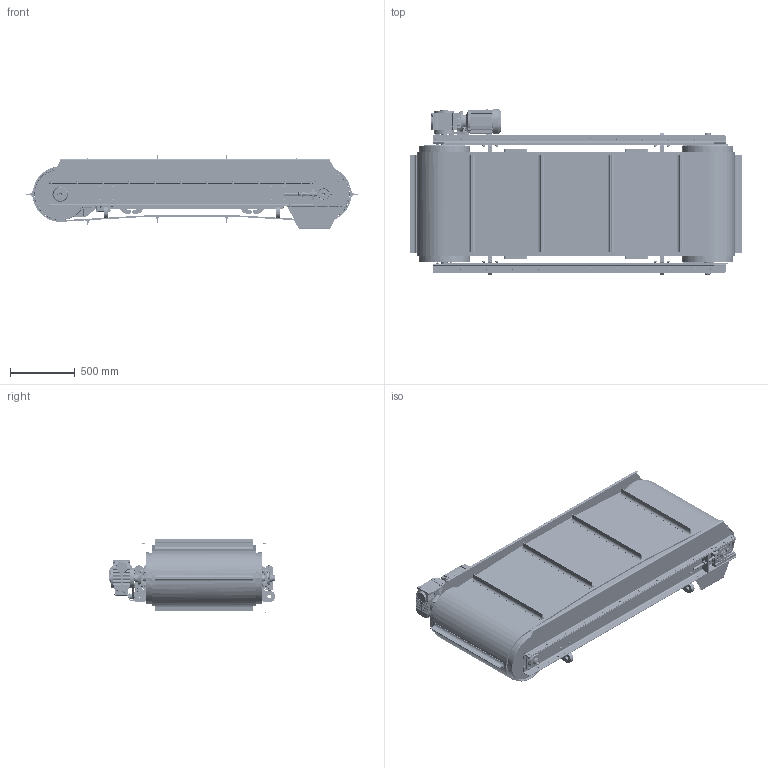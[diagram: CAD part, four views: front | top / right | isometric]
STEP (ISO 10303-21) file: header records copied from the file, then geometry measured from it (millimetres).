
FILE_DESCRIPTION(/* description */ ('VariCAD 2015-1.01 AP-214'),/* implementation_level */ '2;1');
FILE_NAME(/* name */ 'ROFC120340_A.stp',/* time_stamp */ '2023-03-14T03:41:36+01:00',/* author */ (''),/* organization */ (''),/* preprocessor_version */ 'ST-DEVELOPER v14',/* originating_system */ 'VariCAD 2015-1.01; kernel version (20130303)',/* authorisation */ '');
FILE_SCHEMA (('AUTOMOTIVE_DESIGN'));
Length unit declared in the file: millimetre
Products named in the file (316): ROFC120340_A; ROFC120340_Obal_1<315>; ROFC120340_Obal_1<314>; ROFC120340_Obal_1<313>; ROFC120340_Obal_1<312>; ROFC120340_Obal_1<311>; ROFC120340_Obal_1<310>; ROFC120340_Obal_1<309>; ROFC120340_Obal_1<308>; ROFC120340_Obal_1<307>; ROFC120340_Obal_1<306>; ROFC120340_Obal_1<305>; ROFC120340_Obal_1<304>; ROFC120340_Obal_1<303>; ROFC120340_Obal_1<302>; ROFC120340_Obal_1<301>; ROFC120340_Obal_1<300>; ROFC120340_Obal_1<299>; ROFC120340_Obal_1<298>; ROFC120340_Obal_1<297>; ROFC120340_Obal_1<296>; ROFC120340_Obal_1<295>; ROFC120340_Obal_1<294>; ROFC120340_Obal_1<293>; ROFC120340_Obal_1<292>; ROFC120340_Obal_1<291>; ROFC120340_Obal_1<290>; ROFC120340_Obal_1<289>; ROFC120340_Obal_1<288>; ROFC120340_Obal_1<287>; ROFC120340_Obal_1<286>; ROFC120340_Obal_1<285>; ROFC120340_Obal_1<284>; ROFC120340_Obal_1<283>; ROFC120340_Obal_1<282>; ROFC120340_Obal_1<281>; ROFC120340_Obal_1<280>; ROFC120340_Obal_1<279>; ROFC120340_Obal_1<278>; ROFC120340_Obal_1<277> ...
Assembly tree (315 placements, depth 2):
  ROFC120340_A
    ROFC120340_Obal_1<315>
    ROFC120340_Obal_1<314>
    ROFC120340_Obal_1<313>
    ROFC120340_Obal_1<312>
    ROFC120340_Obal_1<311>
    ROFC120340_Obal_1<310>
    ROFC120340_Obal_1<309>
    ROFC120340_Obal_1<308>
    ROFC120340_Obal_1<307>
    ROFC120340_Obal_1<306>
    ROFC120340_Obal_1<305>
    ROFC120340_Obal_1<304>
    ROFC120340_Obal_1<303>
    ROFC120340_Obal_1<302>
    ROFC120340_Obal_1<301>
    ROFC120340_Obal_1<300>
    ROFC120340_Obal_1<299>
    ROFC120340_Obal_1<298>
    ROFC120340_Obal_1<297>
    ROFC120340_Obal_1<296>
    ROFC120340_Obal_1<295>
    ROFC120340_Obal_1<294>
    ROFC120340_Obal_1<293>
    ROFC120340_Obal_1<292>
    ROFC120340_Obal_1<291>
    ROFC120340_Obal_1<290>
    ROFC120340_Obal_1<289>
    ROFC120340_Obal_1<288>
    ROFC120340_Obal_1<287>
    ROFC120340_Obal_1<286>
    ROFC120340_Obal_1<285>
    ROFC120340_Obal_1<284>
    ROFC120340_Obal_1<283>
    ROFC120340_Obal_1<282>
    ROFC120340_Obal_1<281>
    ROFC120340_Obal_1<280>
    ROFC120340_Obal_1<279>
    ROFC120340_Obal_1<278>
    ROFC120340_Obal_1<277>
    ROFC120340_Obal_1<276>
    ROFC120340_Obal_1<275>
    ROFC120340_Obal_1<274>
    ROFC120340_Obal_1<273>
    ROFC120340_Obal_1<272>
    ROFC120340_Obal_1<271>
    ROFC120340_Obal_1<270>
    ROFC120340_Obal_1<269>
    ROFC120340_Obal_1<268>
    ROFC120340_Obal_1<267>
    ROFC120340_Obal_1<266>
    ROFC120340_Obal_1<265>
    ROFC120340_Obal_1<264>
    ROFC120340_Obal_1<263>
    ROFC120340_Obal_1<262>
    ROFC120340_Obal_1<261>
    ROFC120340_Obal_1<260>
    ROFC120340_Obal_1<259>
    ROFC120340_Obal_1<258>
    ROFC120340_Obal_1<257>
Bounding box: 2560 x 1283.5 x 574 mm (x, y, z)
Volume: 181581257.4 mm3; surface area: 30225657.2 mm2
Topology: 315 solids, 315 shells, 7106 faces, 16787 edges, 10614 vertices
Faces by surface type: plane 3067, cylinder 2411, cone 1406, torus 150, sphere 36, bspline 36
Entity records: 232628 total; most frequent: CARTESIAN_POINT 55276, DIRECTION 37125, ORIENTED_EDGE 33468, EDGE_CURVE 16734, AXIS2_PLACEMENT_3D 14392, VERTEX_POINT 10614, LINE 8341, VECTOR 8341
